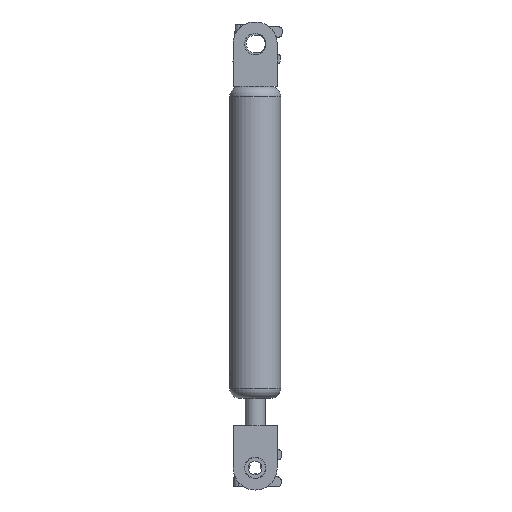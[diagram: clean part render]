
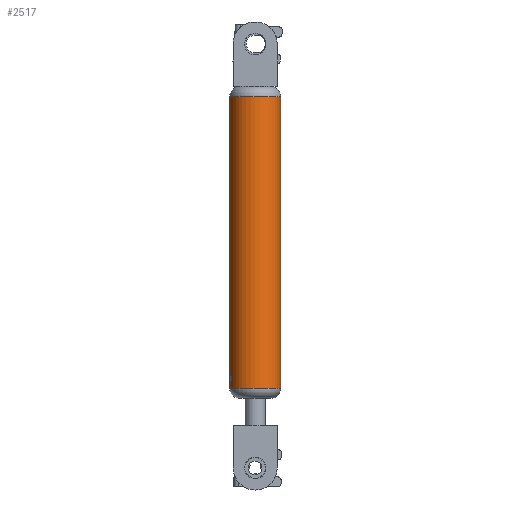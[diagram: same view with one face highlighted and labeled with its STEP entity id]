
A CAD part, left-side view. The second image highlights one B-rep face of the part: STEP entity #2517.
In plain terms, the highlighted cylindrical face has radius 7.5 mm (diameter 15 mm), a partial arc.
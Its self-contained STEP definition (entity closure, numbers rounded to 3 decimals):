
#63 = CARTESIAN_POINT ( 'NONE',  ( 0., 39., 0. ) ) ;
#150 = CARTESIAN_POINT ( 'NONE',  ( -1.966, -45.762, -7.241 ) ) ;
#190 = VECTOR ( 'NONE', #4423, 1000. ) ;
#230 = CARTESIAN_POINT ( 'NONE',  ( -2.38, -44.885, -7.113 ) ) ;
#366 = B_SPLINE_CURVE_WITH_KNOTS ( 'NONE', 3,
 ( #1005, #5077, #3068, #1790, #3856, #2223, #5113, #2246, #4656, #1862, #230, #2265, #150, #973, #4731, #3929, #4278, #3894 ),
 .UNSPECIFIED., .F., .F.,
 ( 4, 2, 2, 2, 2, 2, 2, 2, 4 ),
 ( 0.25, 0.312, 0.375, 0.437, 0.5, 0.562, 0.625, 0.687, 0.75 ),
 .UNSPECIFIED. ) ;
#397 = FACE_OUTER_BOUND ( 'NONE', #3644, .T. ) ;
#422 = LINE ( 'NONE', #3748, #1247 ) ;
#513 = EDGE_CURVE ( 'NONE', #3997, #617, #422, .T. ) ;
#580 = ORIENTED_EDGE ( 'NONE', *, *, #513, .T. ) ;
#589 = ORIENTED_EDGE ( 'NONE', *, *, #4886, .F. ) ;
#617 = VERTEX_POINT ( 'NONE', #2620 ) ;
#649 = CIRCLE ( 'NONE', #3892, 7.5 ) ;
#839 = DIRECTION ( 'NONE',  ( 0., 0., 1. ) ) ;
#973 = CARTESIAN_POINT ( 'NONE',  ( -1.518, -46.224, -7.348 ) ) ;
#1005 = CARTESIAN_POINT ( 'NONE',  ( 0., -41.749, -7.5 ) ) ;
#1126 = VERTEX_POINT ( 'NONE', #4279 ) ;
#1178 = CARTESIAN_POINT ( 'NONE',  ( 0., -46.721, -7.5 ) ) ;
#1247 = VECTOR ( 'NONE', #3343, 1000. ) ;
#1306 = CARTESIAN_POINT ( 'NONE',  ( 0., -47., 7.5 ) ) ;
#1413 = CARTESIAN_POINT ( 'NONE',  ( 0., 63.002, -7.5 ) ) ;
#1534 = LINE ( 'NONE', #1413, #2877 ) ;
#1563 = CARTESIAN_POINT ( 'NONE',  ( 0., -41.749, -7.5 ) ) ;
#1675 = CARTESIAN_POINT ( 'NONE',  ( 0., 63.002, 0. ) ) ;
#1790 = CARTESIAN_POINT ( 'NONE',  ( -1.248, -42.063, -7.402 ) ) ;
#1862 = CARTESIAN_POINT ( 'NONE',  ( -2.441, -44.562, -7.092 ) ) ;
#2223 = CARTESIAN_POINT ( 'NONE',  ( -1.966, -42.708, -7.241 ) ) ;
#2246 = CARTESIAN_POINT ( 'NONE',  ( -2.38, -43.586, -7.113 ) ) ;
#2265 = CARTESIAN_POINT ( 'NONE',  ( -2.142, -45.488, -7.189 ) ) ;
#2391 = DIRECTION ( 'NONE',  ( 0., 1., 0. ) ) ;
#2406 = ORIENTED_EDGE ( 'NONE', *, *, #4637, .T. ) ;
#2419 = DIRECTION ( 'NONE',  ( 0., 0., 1. ) ) ;
#2510 = EDGE_CURVE ( 'NONE', #4651, #617, #649, .T. ) ;
#2517 = ADVANCED_FACE ( 'NONE', ( #397 ), #3808, .T. ) ;
#2620 = CARTESIAN_POINT ( 'NONE',  ( 0., 39., 7.5 ) ) ;
#2645 = ORIENTED_EDGE ( 'NONE', *, *, #3806, .F. ) ;
#2819 = ORIENTED_EDGE ( 'NONE', *, *, #5221, .T. ) ;
#2869 = CARTESIAN_POINT ( 'NONE',  ( 0., -47., 0. ) ) ;
#2877 = VECTOR ( 'NONE', #5102, 1000. ) ;
#2929 = DIRECTION ( 'NONE',  ( 0., 0., 1. ) ) ;
#3006 = CIRCLE ( 'NONE', #4391, 7.5 ) ;
#3068 = CARTESIAN_POINT ( 'NONE',  ( -0.65, -41.814, -7.478 ) ) ;
#3232 = CARTESIAN_POINT ( 'NONE',  ( 0., 39., -7.5 ) ) ;
#3343 = DIRECTION ( 'NONE',  ( 0., 1., 0. ) ) ;
#3644 = EDGE_LOOP ( 'NONE', ( #589, #2406, #580, #4285, #2645, #2819 ) ) ;
#3748 = CARTESIAN_POINT ( 'NONE',  ( 0., 63.002, 7.5 ) ) ;
#3793 = LINE ( 'NONE', #4813, #190 ) ;
#3806 = EDGE_CURVE ( 'NONE', #3825, #4651, #3793, .T. ) ;
#3808 = CYLINDRICAL_SURFACE ( 'NONE', #4527, 7.5 ) ;
#3822 = VERTEX_POINT ( 'NONE', #1178 ) ;
#3825 = VERTEX_POINT ( 'NONE', #1563 ) ;
#3856 = CARTESIAN_POINT ( 'NONE',  ( -1.518, -42.247, -7.348 ) ) ;
#3892 = AXIS2_PLACEMENT_3D ( 'NONE', #63, #4585, #2929 ) ;
#3894 = CARTESIAN_POINT ( 'NONE',  ( 0., -46.721, -7.5 ) ) ;
#3929 = CARTESIAN_POINT ( 'NONE',  ( -0.646, -46.658, -7.478 ) ) ;
#3997 = VERTEX_POINT ( 'NONE', #1306 ) ;
#4113 = DIRECTION ( 'NONE',  ( 0., 1., 0. ) ) ;
#4278 = CARTESIAN_POINT ( 'NONE',  ( -0.33, -46.721, -7.5 ) ) ;
#4279 = CARTESIAN_POINT ( 'NONE',  ( 0., -47., -7.5 ) ) ;
#4285 = ORIENTED_EDGE ( 'NONE', *, *, #2510, .F. ) ;
#4391 = AXIS2_PLACEMENT_3D ( 'NONE', #2869, #2391, #2419 ) ;
#4423 = DIRECTION ( 'NONE',  ( 0., 1., 0. ) ) ;
#4527 = AXIS2_PLACEMENT_3D ( 'NONE', #1675, #4113, #839 ) ;
#4585 = DIRECTION ( 'NONE',  ( 0., 1., 0. ) ) ;
#4637 = EDGE_CURVE ( 'NONE', #1126, #3997, #3006, .T. ) ;
#4651 = VERTEX_POINT ( 'NONE', #3232 ) ;
#4656 = CARTESIAN_POINT ( 'NONE',  ( -2.44, -43.909, -7.092 ) ) ;
#4731 = CARTESIAN_POINT ( 'NONE',  ( -1.252, -46.405, -7.401 ) ) ;
#4813 = CARTESIAN_POINT ( 'NONE',  ( 0., 63.002, -7.5 ) ) ;
#4886 = EDGE_CURVE ( 'NONE', #1126, #3822, #1534, .T. ) ;
#5077 = CARTESIAN_POINT ( 'NONE',  ( -0.326, -41.749, -7.5 ) ) ;
#5102 = DIRECTION ( 'NONE',  ( 0., 1., 0. ) ) ;
#5113 = CARTESIAN_POINT ( 'NONE',  ( -2.142, -42.983, -7.189 ) ) ;
#5221 = EDGE_CURVE ( 'NONE', #3825, #3822, #366, .T. ) ;
